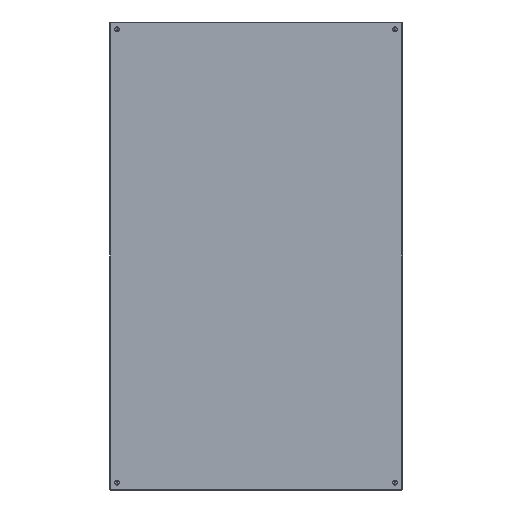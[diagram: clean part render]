
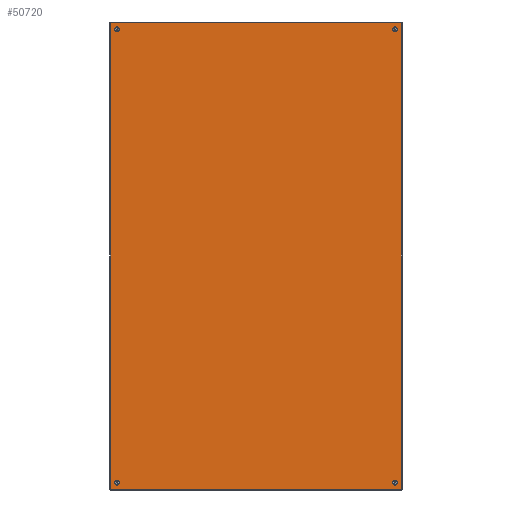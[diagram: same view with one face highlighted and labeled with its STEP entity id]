
A CAD part, left-side view. The second image highlights one B-rep face of the part: STEP entity #50720.
In plain terms, the highlighted face is planar.
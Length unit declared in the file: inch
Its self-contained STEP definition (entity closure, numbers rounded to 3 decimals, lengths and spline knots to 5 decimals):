
#192 = DIRECTION ( 'NONE',  ( -1., 0., 0. ) ) ;
#546 = CIRCLE ( 'NONE', #5281, 0.25 ) ;
#1483 = CARTESIAN_POINT ( 'NONE',  ( -23., 0., -14.25 ) ) ;
#2172 = VERTEX_POINT ( 'NONE', #81303 ) ;
#3793 = EDGE_CURVE ( 'NONE', #44817, #42321, #95091, .T. ) ;
#4130 = EDGE_LOOP ( 'NONE', ( #54614, #126488 ) ) ;
#5281 = AXIS2_PLACEMENT_3D ( 'NONE', #124589, #54612, #63913 ) ;
#6254 = CARTESIAN_POINT ( 'NONE',  ( 23.25, 0., -14.25 ) ) ;
#8236 = VERTEX_POINT ( 'NONE', #1483 ) ;
#10074 = ORIENTED_EDGE ( 'NONE', *, *, #82860, .T. ) ;
#12927 = CARTESIAN_POINT ( 'NONE',  ( 23.928, 0., -14.892 ) ) ;
#13090 = DIRECTION ( 'NONE',  ( 0., -1., 0. ) ) ;
#14269 = AXIS2_PLACEMENT_3D ( 'NONE', #72869, #63056, #22835 ) ;
#14285 = EDGE_CURVE ( 'NONE', #42321, #44817, #130194, .T. ) ;
#20646 = AXIS2_PLACEMENT_3D ( 'NONE', #81961, #62899, #83260 ) ;
#21083 = LINE ( 'NONE', #72153, #114490 ) ;
#22835 = DIRECTION ( 'NONE',  ( 1., 0., 0. ) ) ;
#23289 = FACE_OUTER_BOUND ( 'NONE', #102395, .T. ) ;
#23557 = CIRCLE ( 'NONE', #34395, 0.25 ) ;
#23801 = VERTEX_POINT ( 'NONE', #92883 ) ;
#26011 = ORIENTED_EDGE ( 'NONE', *, *, #34310, .T. ) ;
#26296 = CARTESIAN_POINT ( 'NONE',  ( -23.25, 0., -14.25 ) ) ;
#26567 = DIRECTION ( 'NONE',  ( 0., -1., 0. ) ) ;
#29152 = AXIS2_PLACEMENT_3D ( 'NONE', #6254, #66411, #117254 ) ;
#32136 = CARTESIAN_POINT ( 'NONE',  ( 23.928, 0., -14.928 ) ) ;
#32632 = DIRECTION ( 'NONE',  ( 1., 0., 0. ) ) ;
#32789 = VERTEX_POINT ( 'NONE', #39071 ) ;
#33304 = CARTESIAN_POINT ( 'NONE',  ( -23., 0., 14.25 ) ) ;
#33778 = EDGE_CURVE ( 'NONE', #75600, #82510, #42147, .T. ) ;
#34310 = EDGE_CURVE ( 'NONE', #74591, #43943, #101989, .T. ) ;
#34395 = AXIS2_PLACEMENT_3D ( 'NONE', #79427, #130775, #59930 ) ;
#34607 = EDGE_CURVE ( 'NONE', #51060, #23801, #63844, .T. ) ;
#35699 = DIRECTION ( 'NONE',  ( 0., -1., 0. ) ) ;
#36665 = AXIS2_PLACEMENT_3D ( 'NONE', #32136, #13090, #125006 ) ;
#37025 = ORIENTED_EDGE ( 'NONE', *, *, #90326, .F. ) ;
#37313 = EDGE_CURVE ( 'NONE', #43943, #74591, #125810, .T. ) ;
#39071 = CARTESIAN_POINT ( 'NONE',  ( -23.928, 0., 14.892 ) ) ;
#42147 = LINE ( 'NONE', #102872, #65892 ) ;
#42321 = VERTEX_POINT ( 'NONE', #56475 ) ;
#43943 = VERTEX_POINT ( 'NONE', #33304 ) ;
#44569 = ORIENTED_EDGE ( 'NONE', *, *, #37313, .T. ) ;
#44817 = VERTEX_POINT ( 'NONE', #104663 ) ;
#46612 = EDGE_LOOP ( 'NONE', ( #87528, #10074 ) ) ;
#47905 = CARTESIAN_POINT ( 'NONE',  ( 23.5, 0., -14.25 ) ) ;
#50660 = CARTESIAN_POINT ( 'NONE',  ( 23.928, 0., 14.892 ) ) ;
#50720 = ADVANCED_FACE ( 'NONE', ( #23289, #118224, #64375, #94530, #84959 ), #73717, .F. ) ;
#51060 = VERTEX_POINT ( 'NONE', #47905 ) ;
#52775 = CARTESIAN_POINT ( 'NONE',  ( 23.928, 0., -14.892 ) ) ;
#54612 = DIRECTION ( 'NONE',  ( 0., -1., 0. ) ) ;
#54614 = ORIENTED_EDGE ( 'NONE', *, *, #34607, .T. ) ;
#56475 = CARTESIAN_POINT ( 'NONE',  ( 23.5, 0., 14.25 ) ) ;
#57062 = CARTESIAN_POINT ( 'NONE',  ( 23.25, 0., 14.25 ) ) ;
#59930 = DIRECTION ( 'NONE',  ( 1., 0., 0. ) ) ;
#61653 = ORIENTED_EDGE ( 'NONE', *, *, #33778, .T. ) ;
#62899 = DIRECTION ( 'NONE',  ( 0., -1., 0. ) ) ;
#63056 = DIRECTION ( 'NONE',  ( 0., -1., 0. ) ) ;
#63844 = CIRCLE ( 'NONE', #29152, 0.25 ) ;
#63913 = DIRECTION ( 'NONE',  ( 1., 0., 0. ) ) ;
#64375 = FACE_BOUND ( 'NONE', #122513, .T. ) ;
#65892 = VECTOR ( 'NONE', #92317, 39.37008 ) ;
#66411 = DIRECTION ( 'NONE',  ( 0., -1., 0. ) ) ;
#66556 = DIRECTION ( 'NONE',  ( 1., 0., 0. ) ) ;
#72153 = CARTESIAN_POINT ( 'NONE',  ( -23.928, 0., 14.928 ) ) ;
#72586 = DIRECTION ( 'NONE',  ( 0., 0., 1. ) ) ;
#72869 = CARTESIAN_POINT ( 'NONE',  ( -23.25, 0., 14.25 ) ) ;
#73219 = EDGE_CURVE ( 'NONE', #2172, #32789, #21083, .T. ) ;
#73717 = PLANE ( 'NONE',  #36665 ) ;
#74591 = VERTEX_POINT ( 'NONE', #93916 ) ;
#75600 = VERTEX_POINT ( 'NONE', #50660 ) ;
#79427 = CARTESIAN_POINT ( 'NONE',  ( 23.25, 0., -14.25 ) ) ;
#81303 = CARTESIAN_POINT ( 'NONE',  ( -23.928, 0., -14.892 ) ) ;
#81961 = CARTESIAN_POINT ( 'NONE',  ( -23.25, 0., 14.25 ) ) ;
#82510 = VERTEX_POINT ( 'NONE', #52775 ) ;
#82552 = ORIENTED_EDGE ( 'NONE', *, *, #117068, .F. ) ;
#82677 = VECTOR ( 'NONE', #124415, 39.37008 ) ;
#82860 = EDGE_CURVE ( 'NONE', #108906, #8236, #546, .T. ) ;
#83260 = DIRECTION ( 'NONE',  ( 1., 0., 0. ) ) ;
#84565 = VECTOR ( 'NONE', #192, 39.37008 ) ;
#84959 = FACE_BOUND ( 'NONE', #46612, .T. ) ;
#87023 = EDGE_LOOP ( 'NONE', ( #127535, #98943 ) ) ;
#87528 = ORIENTED_EDGE ( 'NONE', *, *, #114067, .T. ) ;
#89485 = AXIS2_PLACEMENT_3D ( 'NONE', #57062, #26567, #97327 ) ;
#90326 = EDGE_CURVE ( 'NONE', #2172, #82510, #117459, .T. ) ;
#92317 = DIRECTION ( 'NONE',  ( 0., 0., -1. ) ) ;
#92883 = CARTESIAN_POINT ( 'NONE',  ( 23., 0., -14.25 ) ) ;
#93916 = CARTESIAN_POINT ( 'NONE',  ( -23.5, 0., 14.25 ) ) ;
#94149 = LINE ( 'NONE', #101014, #84565 ) ;
#94530 = FACE_BOUND ( 'NONE', #4130, .T. ) ;
#95091 = CIRCLE ( 'NONE', #89485, 0.25 ) ;
#97327 = DIRECTION ( 'NONE',  ( 1., 0., 0. ) ) ;
#98943 = ORIENTED_EDGE ( 'NONE', *, *, #3793, .T. ) ;
#101014 = CARTESIAN_POINT ( 'NONE',  ( -23.928, 0., 14.892 ) ) ;
#101222 = ORIENTED_EDGE ( 'NONE', *, *, #73219, .T. ) ;
#101989 = CIRCLE ( 'NONE', #20646, 0.25 ) ;
#102395 = EDGE_LOOP ( 'NONE', ( #37025, #101222, #82552, #61653 ) ) ;
#102872 = CARTESIAN_POINT ( 'NONE',  ( 23.928, 0., -14.928 ) ) ;
#104487 = AXIS2_PLACEMENT_3D ( 'NONE', #26296, #126730, #66556 ) ;
#104663 = CARTESIAN_POINT ( 'NONE',  ( 23., 0., 14.25 ) ) ;
#105499 = AXIS2_PLACEMENT_3D ( 'NONE', #123341, #35699, #32632 ) ;
#108906 = VERTEX_POINT ( 'NONE', #120570 ) ;
#110005 = CIRCLE ( 'NONE', #104487, 0.25 ) ;
#114067 = EDGE_CURVE ( 'NONE', #8236, #108906, #110005, .T. ) ;
#114490 = VECTOR ( 'NONE', #72586, 39.37008 ) ;
#117068 = EDGE_CURVE ( 'NONE', #75600, #32789, #94149, .T. ) ;
#117254 = DIRECTION ( 'NONE',  ( 1., 0., 0. ) ) ;
#117459 = LINE ( 'NONE', #12927, #82677 ) ;
#118224 = FACE_BOUND ( 'NONE', #87023, .T. ) ;
#118844 = EDGE_CURVE ( 'NONE', #23801, #51060, #23557, .T. ) ;
#120570 = CARTESIAN_POINT ( 'NONE',  ( -23.5, 0., -14.25 ) ) ;
#122513 = EDGE_LOOP ( 'NONE', ( #44569, #26011 ) ) ;
#123341 = CARTESIAN_POINT ( 'NONE',  ( 23.25, 0., 14.25 ) ) ;
#124415 = DIRECTION ( 'NONE',  ( 1., 0., 0. ) ) ;
#124589 = CARTESIAN_POINT ( 'NONE',  ( -23.25, 0., -14.25 ) ) ;
#125006 = DIRECTION ( 'NONE',  ( 1., 0., 0. ) ) ;
#125810 = CIRCLE ( 'NONE', #14269, 0.25 ) ;
#126488 = ORIENTED_EDGE ( 'NONE', *, *, #118844, .T. ) ;
#126730 = DIRECTION ( 'NONE',  ( 0., -1., 0. ) ) ;
#127535 = ORIENTED_EDGE ( 'NONE', *, *, #14285, .T. ) ;
#130194 = CIRCLE ( 'NONE', #105499, 0.25 ) ;
#130775 = DIRECTION ( 'NONE',  ( 0., -1., 0. ) ) ;
